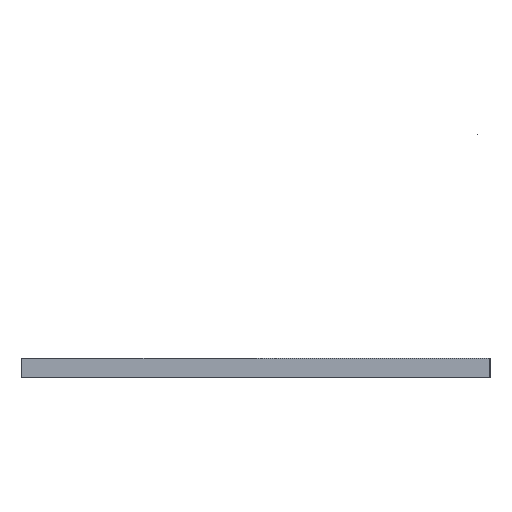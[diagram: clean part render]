
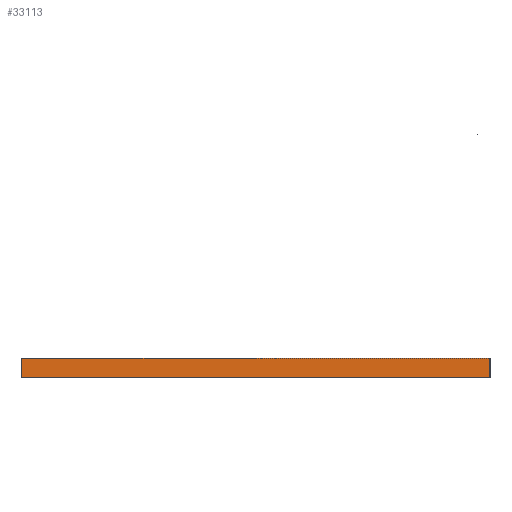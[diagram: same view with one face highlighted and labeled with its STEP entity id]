
A CAD part, left-side view. The second image highlights one B-rep face of the part: STEP entity #33113.
In plain terms, the highlighted planar face has unit normal (-1, 0, 0).
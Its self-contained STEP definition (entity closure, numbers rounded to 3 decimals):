
#173=FACE_OUTER_BOUND('',#1823,.T.);
#1823=EDGE_LOOP('',(#21621,#21622,#21623,#21624));
#3599=LINE('',#44700,#8505);
#3600=LINE('',#44702,#8506);
#3601=LINE('',#44704,#8507);
#3602=LINE('',#44705,#8508);
#8505=VECTOR('',#36452,10.);
#8506=VECTOR('',#36453,10.);
#8507=VECTOR('',#36454,10.);
#8508=VECTOR('',#36455,10.);
#13411=VERTEX_POINT('',#44698);
#13412=VERTEX_POINT('',#44699);
#13413=VERTEX_POINT('',#44701);
#13414=VERTEX_POINT('',#44703);
#16695=EDGE_CURVE('',#13411,#13412,#3599,.T.);
#16696=EDGE_CURVE('',#13413,#13411,#3600,.T.);
#16697=EDGE_CURVE('',#13414,#13413,#3601,.T.);
#16698=EDGE_CURVE('',#13412,#13414,#3602,.T.);
#21621=ORIENTED_EDGE('',*,*,#16695,.F.);
#21622=ORIENTED_EDGE('',*,*,#16696,.F.);
#21623=ORIENTED_EDGE('',*,*,#16697,.F.);
#21624=ORIENTED_EDGE('',*,*,#16698,.F.);
#31473=PLANE('',#34778);
#33113=ADVANCED_FACE('',(#173),#31473,.F.);
#34778=AXIS2_PLACEMENT_3D('',#44697,#36450,#36451);
#36450=DIRECTION('center_axis',(1.,0.,0.));
#36451=DIRECTION('ref_axis',(0.,0.,-1.));
#36452=DIRECTION('',(0.,0.,-1.));
#36453=DIRECTION('',(0.,-1.,0.));
#36454=DIRECTION('',(0.,0.,1.));
#36455=DIRECTION('',(0.,1.,0.));
#44697=CARTESIAN_POINT('Origin',(24.6,-158.461,6.51));
#44698=CARTESIAN_POINT('',(24.6,-153.36,6.51));
#44699=CARTESIAN_POINT('',(24.6,-153.36,2.36));
#44700=CARTESIAN_POINT('',(24.6,-153.36,6.51));
#44701=CARTESIAN_POINT('',(24.6,-53.723,6.51));
#44702=CARTESIAN_POINT('',(24.6,-129.84,6.51));
#44703=CARTESIAN_POINT('',(24.6,-53.723,2.36));
#44704=CARTESIAN_POINT('',(24.6,-53.723,4.01));
#44705=CARTESIAN_POINT('',(24.6,-129.84,2.36));
